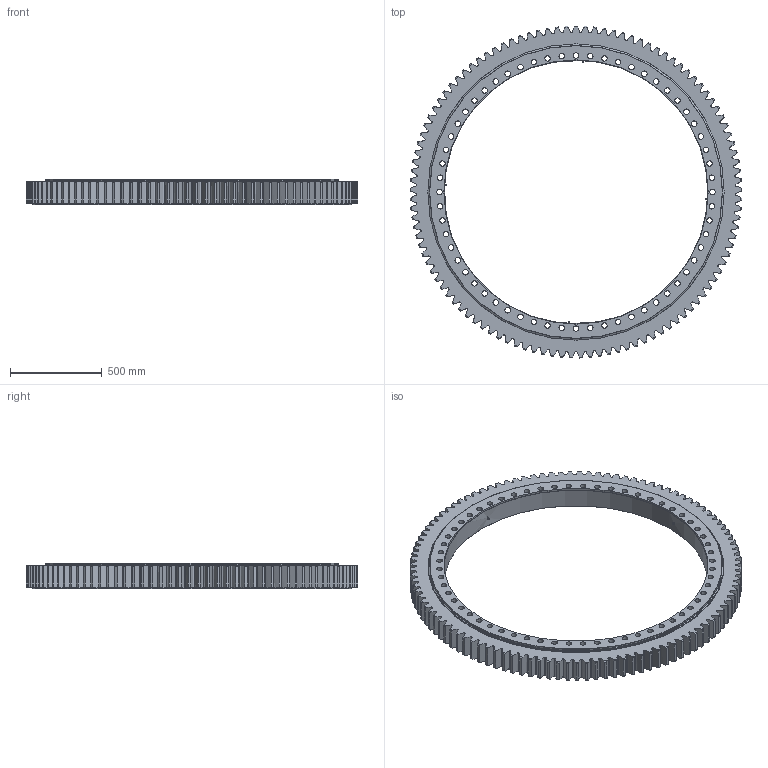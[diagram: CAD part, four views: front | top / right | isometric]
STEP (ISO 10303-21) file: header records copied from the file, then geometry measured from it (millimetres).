
FILE_DESCRIPTION (( 'STEP AP214' ), '1' );
FILE_NAME ('E.1805.45.17.D.3-R.STEP', '2019-06-12T07:33:04', ( '' ), ( '' ), 'SwSTEP 2.0', 'SolidWorks 2016', '' );
FILE_SCHEMA (( 'AUTOMOTIVE_DESIGN' ));
Length unit declared in the file: millimetre
Products named in the file (7): E.1805.45.15.D.3-R - IR Seal; E.1805.45.15.D.3-R - OR; E.1805.45.15.D.3-R - OR Seal; E.1805.45.17.D.3-R; Grease nipple M10x1mm; E.1805.45.15.D.3-R - IR; Roller L45
Assembly tree (94 placements, depth 2):
  E.1805.45.17.D.3-R
    E.1805.45.15.D.3-R - IR
    E.1805.45.15.D.3-R - OR
    Roller L45  x86
    E.1805.45.15.D.3-R - IR Seal
    E.1805.45.15.D.3-R - OR Seal
    Grease nipple M10x1mm  x4
Bounding box: 1804.91 x 1804.75 x 140 mm (x, y, z)
Volume: 92311459.1 mm3; surface area: 7028562.4 mm2
Topology: 94 solids, 94 shells, 1543 faces, 3809 edges, 2467 vertices
Faces by surface type: plane 447, cone 346, cylinder 345, bspline 218, torus 187
Full cylindrical faces by diameter (mm): 3 x4, 4 x4, 9 x4, 10 x4, 24 x60, 30 x60, 45 x86, 1433 x1, 1437 x1, 1579 x2, 1593 x3, 1597 x3, 1608 x1, 1611 x2, 1730 x1
Entity records: 78087 total; most frequent: CARTESIAN_POINT 52329, ORIENTED_EDGE 5326, DIRECTION 4339, EDGE_CURVE 2663, VERTEX_POINT 1874, AXIS2_PLACEMENT_3D 1676, EDGE_LOOP 1411, FACE_OUTER_BOUND 1189
